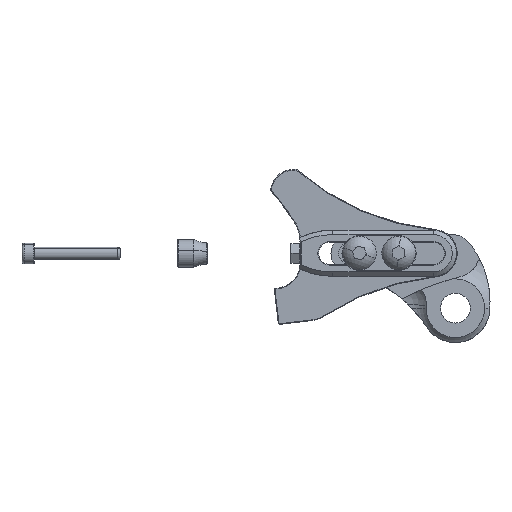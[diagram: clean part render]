
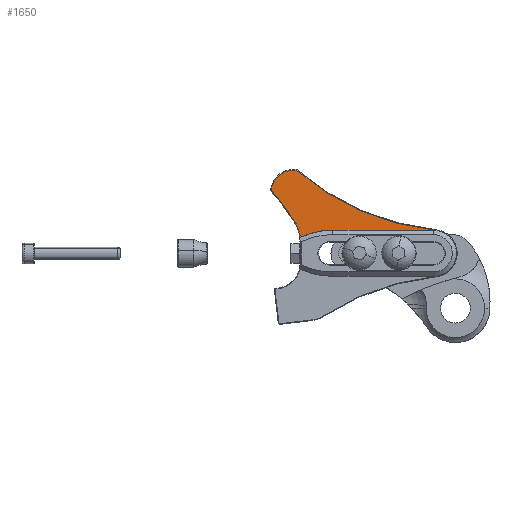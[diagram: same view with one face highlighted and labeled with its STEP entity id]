
A CAD part, top view. The second image highlights one B-rep face of the part: STEP entity #1650.
In plain terms, the highlighted planar face has unit normal (0, 0, 1).
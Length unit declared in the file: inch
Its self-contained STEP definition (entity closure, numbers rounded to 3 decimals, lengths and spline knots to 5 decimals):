
#46 = AXIS2_PLACEMENT_3D ( 'NONE', #3965, #1151, #6664 ) ;
#106 = VERTEX_POINT ( 'NONE', #1959 ) ;
#199 = CARTESIAN_POINT ( 'NONE',  ( -2.09288, 1.82348, 0.09843 ) ) ;
#403 = CIRCLE ( 'NONE', #5795, 0.61 ) ;
#521 = VECTOR ( 'NONE', #4625, 39.37008 ) ;
#569 = CARTESIAN_POINT ( 'NONE',  ( -1.39692, 0.88683, 0.09843 ) ) ;
#593 = CARTESIAN_POINT ( 'NONE',  ( 1.86338, 3.96386, 0.09843 ) ) ;
#652 = CIRCLE ( 'NONE', #4775, 0.02 ) ;
#823 = VERTEX_POINT ( 'NONE', #3990 ) ;
#1151 = DIRECTION ( 'NONE',  ( 0., 0., -1. ) ) ;
#1160 = CARTESIAN_POINT ( 'NONE',  ( -1.82061, -0.31041, 0.09843 ) ) ;
#1196 = DIRECTION ( 'NONE',  ( 1., 0., 0. ) ) ;
#1204 = DIRECTION ( 'NONE',  ( 0., 0., 1. ) ) ;
#1207 = VERTEX_POINT ( 'NONE', #2201 ) ;
#1234 = DIRECTION ( 'NONE',  ( 0., 0., 1. ) ) ;
#1311 = DIRECTION ( 'NONE',  ( 1., 0., 0. ) ) ;
#1650 = ADVANCED_FACE ( 'NONE', ( #2785 ), #6227, .T. ) ;
#1666 = ORIENTED_EDGE ( 'NONE', *, *, #2596, .T. ) ;
#1687 = DIRECTION ( 'NONE',  ( 0., 0., 1. ) ) ;
#1724 = DIRECTION ( 'NONE',  ( 1., 0., 0. ) ) ;
#1740 = CARTESIAN_POINT ( 'NONE',  ( 0.12344, 0.3488, 0.09843 ) ) ;
#1793 = ORIENTED_EDGE ( 'NONE', *, *, #4860, .T. ) ;
#1824 = AXIS2_PLACEMENT_3D ( 'NONE', #199, #2430, #6904 ) ;
#1864 = AXIS2_PLACEMENT_3D ( 'NONE', #5347, #4223, #6326 ) ;
#1959 = CARTESIAN_POINT ( 'NONE',  ( -2.11288, 1.82348, 0.09843 ) ) ;
#2017 = CARTESIAN_POINT ( 'NONE',  ( -2.52255, 1.08199, 0.09843 ) ) ;
#2047 = ORIENTED_EDGE ( 'NONE', *, *, #3156, .F. ) ;
#2054 = VERTEX_POINT ( 'NONE', #1740 ) ;
#2117 = EDGE_CURVE ( 'NONE', #823, #5421, #2814, .T. ) ;
#2143 = VERTEX_POINT ( 'NONE', #6922 ) ;
#2201 = CARTESIAN_POINT ( 'NONE',  ( -2.11055, 1.83284, 0.09843 ) ) ;
#2205 = CARTESIAN_POINT ( 'NONE',  ( 0., 0., 0.09843 ) ) ;
#2229 = EDGE_LOOP ( 'NONE', ( #5996, #2701, #6717, #2047, #2919, #6670, #3550, #4778, #1793, #1666, #4113 ) ) ;
#2273 = EDGE_CURVE ( 'NONE', #3409, #3842, #5672, .T. ) ;
#2308 = CIRCLE ( 'NONE', #1824, 0.02 ) ;
#2430 = DIRECTION ( 'NONE',  ( 0., 0., 1. ) ) ;
#2462 = VERTEX_POINT ( 'NONE', #4471 ) ;
#2465 = CARTESIAN_POINT ( 'NONE',  ( -1.92587, 0.95522, 0.09843 ) ) ;
#2466 = AXIS2_PLACEMENT_3D ( 'NONE', #4742, #5285, #1196 ) ;
#2596 = EDGE_CURVE ( 'NONE', #1207, #106, #2308, .T. ) ;
#2647 = AXIS2_PLACEMENT_3D ( 'NONE', #1160, #1687, #3392 ) ;
#2701 = ORIENTED_EDGE ( 'NONE', *, *, #2776, .T. ) ;
#2776 = EDGE_CURVE ( 'NONE', #2143, #823, #403, .T. ) ;
#2785 = FACE_OUTER_BOUND ( 'NONE', #2229, .T. ) ;
#2814 = CIRCLE ( 'NONE', #2466, 0.61 ) ;
#2874 = CARTESIAN_POINT ( 'NONE',  ( 0.12344, 0.3488, 0.09843 ) ) ;
#2919 = ORIENTED_EDGE ( 'NONE', *, *, #6075, .F. ) ;
#3098 = CARTESIAN_POINT ( 'NONE',  ( 0.15741, 0.33485, 0.09843 ) ) ;
#3156 = EDGE_CURVE ( 'NONE', #6839, #5421, #4041, .T. ) ;
#3334 = DIRECTION ( 'NONE',  ( 0., 0., 1. ) ) ;
#3392 = DIRECTION ( 'NONE',  ( 1., 0., 0. ) ) ;
#3409 = VERTEX_POINT ( 'NONE', #3858 ) ;
#3422 = CARTESIAN_POINT ( 'NONE',  ( -2.09288, 1.82348, 0.09843 ) ) ;
#3432 = DIRECTION ( 'NONE',  ( 1., 0., 0. ) ) ;
#3474 = EDGE_CURVE ( 'NONE', #2462, #2143, #3696, .T. ) ;
#3505 = DIRECTION ( 'NONE',  ( 1., 0., 0. ) ) ;
#3509 = DIRECTION ( 'NONE',  ( 0., 0., 1. ) ) ;
#3532 = EDGE_CURVE ( 'NONE', #7146, #3409, #5213, .T. ) ;
#3550 = ORIENTED_EDGE ( 'NONE', *, *, #3532, .T. ) ;
#3696 = CIRCLE ( 'NONE', #46, 5.01 ) ;
#3842 = VERTEX_POINT ( 'NONE', #7122 ) ;
#3858 = CARTESIAN_POINT ( 'NONE',  ( -1.62377, 1.98399, 0.09843 ) ) ;
#3920 = DIRECTION ( 'NONE',  ( 0., 0., -1. ) ) ;
#3965 = CARTESIAN_POINT ( 'NONE',  ( -6.79974, 0.04969, 0.09843 ) ) ;
#3990 = CARTESIAN_POINT ( 'NONE',  ( -1.91255, 1.08199, 0.09843 ) ) ;
#4041 = CIRCLE ( 'NONE', #2647, 1.27 ) ;
#4113 = ORIENTED_EDGE ( 'NONE', *, *, #4382, .T. ) ;
#4223 = DIRECTION ( 'NONE',  ( 0., 0., 1. ) ) ;
#4382 = EDGE_CURVE ( 'NONE', #106, #2462, #652, .T. ) ;
#4471 = CARTESIAN_POINT ( 'NONE',  ( -2.11159, 1.81642, 0.09843 ) ) ;
#4518 = AXIS2_PLACEMENT_3D ( 'NONE', #593, #3920, #1724 ) ;
#4625 = DIRECTION ( 'NONE',  ( -0.943, 0.334, 0. ) ) ;
#4634 = CIRCLE ( 'NONE', #6367, 0.37 ) ;
#4742 = CARTESIAN_POINT ( 'NONE',  ( -2.52255, 1.08199, 0.09843 ) ) ;
#4775 = AXIS2_PLACEMENT_3D ( 'NONE', #3422, #1234, #3505 ) ;
#4778 = ORIENTED_EDGE ( 'NONE', *, *, #2273, .T. ) ;
#4794 = AXIS2_PLACEMENT_3D ( 'NONE', #2205, #1204, #3432 ) ;
#4825 = DIRECTION ( 'NONE',  ( 0., 0., -1. ) ) ;
#4860 = EDGE_CURVE ( 'NONE', #3842, #1207, #5712, .T. ) ;
#4954 = DIRECTION ( 'NONE',  ( 1., 0., 0. ) ) ;
#5178 = CARTESIAN_POINT ( 'NONE',  ( 0., 0., 0.09843 ) ) ;
#5213 = CIRCLE ( 'NONE', #4518, 4.01 ) ;
#5285 = DIRECTION ( 'NONE',  ( 0., 0., -1. ) ) ;
#5347 = CARTESIAN_POINT ( 'NONE',  ( -1.78803, 1.66194, 0.09843 ) ) ;
#5369 = DIRECTION ( 'NONE',  ( 1., 0., 0. ) ) ;
#5421 = VERTEX_POINT ( 'NONE', #2465 ) ;
#5672 = CIRCLE ( 'NONE', #6020, 0.02 ) ;
#5712 = CIRCLE ( 'NONE', #1864, 0.365 ) ;
#5762 = EDGE_CURVE ( 'NONE', #7146, #2054, #4634, .T. ) ;
#5795 = AXIS2_PLACEMENT_3D ( 'NONE', #2017, #4825, #5369 ) ;
#5996 = ORIENTED_EDGE ( 'NONE', *, *, #3474, .T. ) ;
#6020 = AXIS2_PLACEMENT_3D ( 'NONE', #6417, #3334, #4954 ) ;
#6075 = EDGE_CURVE ( 'NONE', #2054, #6839, #6841, .T. ) ;
#6227 = PLANE ( 'NONE',  #4794 ) ;
#6326 = DIRECTION ( 'NONE',  ( 1., 0., 0. ) ) ;
#6367 = AXIS2_PLACEMENT_3D ( 'NONE', #5178, #3509, #1311 ) ;
#6417 = CARTESIAN_POINT ( 'NONE',  ( -1.64116, 1.97412, 0.09843 ) ) ;
#6664 = DIRECTION ( 'NONE',  ( 1., 0., 0. ) ) ;
#6670 = ORIENTED_EDGE ( 'NONE', *, *, #5762, .F. ) ;
#6717 = ORIENTED_EDGE ( 'NONE', *, *, #2117, .T. ) ;
#6839 = VERTEX_POINT ( 'NONE', #569 ) ;
#6841 = LINE ( 'NONE', #2874, #521 ) ;
#6904 = DIRECTION ( 'NONE',  ( 1., 0., 0. ) ) ;
#6922 = CARTESIAN_POINT ( 'NONE',  ( -1.92958, 1.2251, 0.09843 ) ) ;
#7122 = CARTESIAN_POINT ( 'NONE',  ( -1.63265, 1.99222, 0.09843 ) ) ;
#7146 = VERTEX_POINT ( 'NONE', #3098 ) ;
